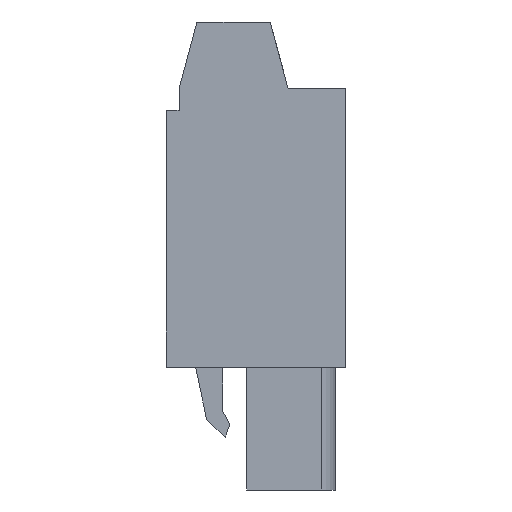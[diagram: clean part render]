
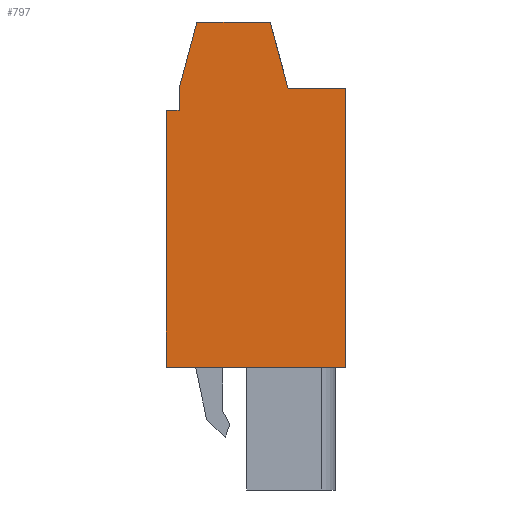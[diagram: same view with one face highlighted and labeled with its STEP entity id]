
A CAD part, left-side view. The second image highlights one B-rep face of the part: STEP entity #797.
In plain terms, the highlighted planar face has unit normal (-1, 0, 0).
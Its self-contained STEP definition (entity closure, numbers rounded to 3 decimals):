
#737=AXIS2_PLACEMENT_3D('Plane Axis2P3D',#734,#735,#736) ;
#49=CARTESIAN_POINT('Vertex',(0.,12.2,25.8)) ;
#52=CARTESIAN_POINT('Line Origine',(0.,11.763,25.8)) ;
#56=CARTESIAN_POINT('Vertex',(0.,11.325,25.8)) ;
#636=CARTESIAN_POINT('Line Origine',(0.,11.325,26.55)) ;
#640=CARTESIAN_POINT('Vertex',(0.,11.325,27.3)) ;
#734=CARTESIAN_POINT('Axis2P3D Location',(0.,-0.45,0.)) ;
#739=CARTESIAN_POINT('Line Origine',(0.,6.1,8.35)) ;
#743=CARTESIAN_POINT('Vertex',(0.,12.2,8.35)) ;
#745=CARTESIAN_POINT('Vertex',(0.,0.,8.35)) ;
#748=CARTESIAN_POINT('Line Origine',(0.,0.,17.825)) ;
#752=CARTESIAN_POINT('Vertex',(0.,0.,27.3)) ;
#755=CARTESIAN_POINT('Line Origine',(0.,1.963,27.3)) ;
#759=CARTESIAN_POINT('Vertex',(0.,3.925,27.3)) ;
#762=CARTESIAN_POINT('Line Origine',(0.,4.528,29.55)) ;
#766=CARTESIAN_POINT('Vertex',(0.,5.131,31.8)) ;
#769=CARTESIAN_POINT('Line Origine',(0.,7.625,31.8)) ;
#773=CARTESIAN_POINT('Vertex',(0.,10.119,31.8)) ;
#776=CARTESIAN_POINT('Line Origine',(0.,10.722,29.55)) ;
#781=CARTESIAN_POINT('Line Origine',(0.,12.2,17.075)) ;
#53=DIRECTION('Vector Direction',(0.,1.,0.)) ;
#637=DIRECTION('Vector Direction',(0.,0.,-1.)) ;
#735=DIRECTION('Axis2P3D Direction',(-1.,0.,0.)) ;
#736=DIRECTION('Axis2P3D XDirection',(0.,0.,1.)) ;
#740=DIRECTION('Vector Direction',(0.,-1.,0.)) ;
#749=DIRECTION('Vector Direction',(0.,0.,1.)) ;
#756=DIRECTION('Vector Direction',(0.,1.,0.)) ;
#763=DIRECTION('Vector Direction',(0.,0.259,0.966)) ;
#770=DIRECTION('Vector Direction',(0.,1.,0.)) ;
#777=DIRECTION('Vector Direction',(0.,0.259,-0.966)) ;
#782=DIRECTION('Vector Direction',(0.,0.,-1.)) ;
#54=VECTOR('Line Direction',#53,1.) ;
#638=VECTOR('Line Direction',#637,1.) ;
#741=VECTOR('Line Direction',#740,1.) ;
#750=VECTOR('Line Direction',#749,1.) ;
#757=VECTOR('Line Direction',#756,1.) ;
#764=VECTOR('Line Direction',#763,1.) ;
#771=VECTOR('Line Direction',#770,1.) ;
#778=VECTOR('Line Direction',#777,1.) ;
#783=VECTOR('Line Direction',#782,1.) ;
#787=ORIENTED_EDGE('',*,*,#747,.T.) ;
#788=ORIENTED_EDGE('',*,*,#754,.T.) ;
#789=ORIENTED_EDGE('',*,*,#761,.T.) ;
#790=ORIENTED_EDGE('',*,*,#768,.T.) ;
#791=ORIENTED_EDGE('',*,*,#775,.T.) ;
#792=ORIENTED_EDGE('',*,*,#780,.T.) ;
#793=ORIENTED_EDGE('',*,*,#642,.T.) ;
#794=ORIENTED_EDGE('',*,*,#58,.T.) ;
#795=ORIENTED_EDGE('',*,*,#785,.T.) ;
#797=ADVANCED_FACE('HOUSING',(#796),#738,.T.) ;
#58=EDGE_CURVE('',#57,#50,#55,.T.) ;
#642=EDGE_CURVE('',#641,#57,#639,.T.) ;
#747=EDGE_CURVE('',#744,#746,#742,.T.) ;
#754=EDGE_CURVE('',#746,#753,#751,.T.) ;
#761=EDGE_CURVE('',#753,#760,#758,.T.) ;
#768=EDGE_CURVE('',#760,#767,#765,.T.) ;
#775=EDGE_CURVE('',#767,#774,#772,.T.) ;
#780=EDGE_CURVE('',#774,#641,#779,.T.) ;
#785=EDGE_CURVE('',#50,#744,#784,.T.) ;
#786=EDGE_LOOP('',(#787,#788,#789,#790,#791,#792,#793,#794,#795)) ;
#796=FACE_OUTER_BOUND('',#786,.T.) ;
#55=LINE('Line',#52,#54) ;
#639=LINE('Line',#636,#638) ;
#742=LINE('Line',#739,#741) ;
#751=LINE('Line',#748,#750) ;
#758=LINE('Line',#755,#757) ;
#765=LINE('Line',#762,#764) ;
#772=LINE('Line',#769,#771) ;
#779=LINE('Line',#776,#778) ;
#784=LINE('Line',#781,#783) ;
#738=PLANE('',#737) ;
#50=VERTEX_POINT('',#49) ;
#57=VERTEX_POINT('',#56) ;
#641=VERTEX_POINT('',#640) ;
#744=VERTEX_POINT('',#743) ;
#746=VERTEX_POINT('',#745) ;
#753=VERTEX_POINT('',#752) ;
#760=VERTEX_POINT('',#759) ;
#767=VERTEX_POINT('',#766) ;
#774=VERTEX_POINT('',#773) ;
